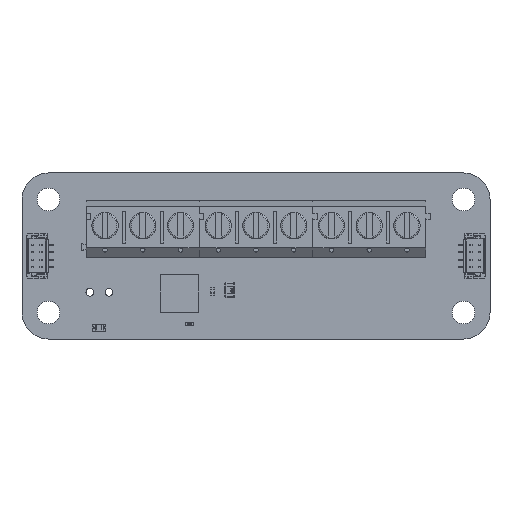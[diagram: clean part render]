
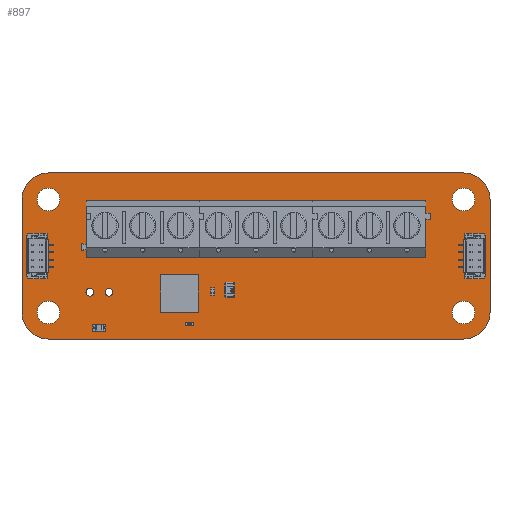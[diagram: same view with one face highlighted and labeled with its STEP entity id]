
A CAD part, top view. The second image highlights one B-rep face of the part: STEP entity #897.
In plain terms, the highlighted planar face has unit normal (0, 0, 1).
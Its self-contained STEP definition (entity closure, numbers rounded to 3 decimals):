
#92 = VERTEX_POINT('',#93);
#93 = CARTESIAN_POINT('',(0.,3.5,1.595));
#99 = EDGE_CURVE('',#92,#100,#102,.T.);
#100 = VERTEX_POINT('',#101);
#101 = CARTESIAN_POINT('',(0.,18.5,1.595));
#102 = LINE('',#103,#104);
#103 = CARTESIAN_POINT('',(0.,3.5,1.595));
#104 = VECTOR('',#105,1.);
#105 = DIRECTION('',(0.,1.,0.));
#130 = EDGE_CURVE('',#100,#131,#133,.T.);
#131 = VERTEX_POINT('',#132);
#132 = CARTESIAN_POINT('',(3.5,22.,1.595));
#133 = CIRCLE('',#134,3.5);
#134 = AXIS2_PLACEMENT_3D('',#135,#136,#137);
#135 = CARTESIAN_POINT('',(3.5,18.5,1.595));
#136 = DIRECTION('',(0.,0.,-1.));
#137 = DIRECTION('',(-1.,0.,-0.));
#163 = EDGE_CURVE('',#131,#164,#166,.T.);
#164 = VERTEX_POINT('',#165);
#165 = CARTESIAN_POINT('',(58.5,22.,1.595));
#166 = LINE('',#167,#168);
#167 = CARTESIAN_POINT('',(3.5,22.,1.595));
#168 = VECTOR('',#169,1.);
#169 = DIRECTION('',(1.,0.,0.));
#194 = EDGE_CURVE('',#164,#195,#197,.T.);
#195 = VERTEX_POINT('',#196);
#196 = CARTESIAN_POINT('',(62.,18.5,1.595));
#197 = CIRCLE('',#198,3.5);
#198 = AXIS2_PLACEMENT_3D('',#199,#200,#201);
#199 = CARTESIAN_POINT('',(58.5,18.5,1.595));
#200 = DIRECTION('',(0.,0.,-1.));
#201 = DIRECTION('',(0.,1.,0.));
#227 = EDGE_CURVE('',#195,#228,#230,.T.);
#228 = VERTEX_POINT('',#229);
#229 = CARTESIAN_POINT('',(62.,3.5,1.595));
#230 = LINE('',#231,#232);
#231 = CARTESIAN_POINT('',(62.,18.5,1.595));
#232 = VECTOR('',#233,1.);
#233 = DIRECTION('',(0.,-1.,0.));
#258 = EDGE_CURVE('',#228,#259,#261,.T.);
#259 = VERTEX_POINT('',#260);
#260 = CARTESIAN_POINT('',(58.5,0.,1.595));
#261 = CIRCLE('',#262,3.5);
#262 = AXIS2_PLACEMENT_3D('',#263,#264,#265);
#263 = CARTESIAN_POINT('',(58.5,3.5,1.595));
#264 = DIRECTION('',(0.,0.,-1.));
#265 = DIRECTION('',(1.,0.,0.));
#291 = EDGE_CURVE('',#259,#292,#294,.T.);
#292 = VERTEX_POINT('',#293);
#293 = CARTESIAN_POINT('',(3.5,0.,1.595));
#294 = LINE('',#295,#296);
#295 = CARTESIAN_POINT('',(58.5,0.,1.595));
#296 = VECTOR('',#297,1.);
#297 = DIRECTION('',(-1.,0.,0.));
#322 = EDGE_CURVE('',#292,#92,#323,.T.);
#323 = CIRCLE('',#324,3.5);
#324 = AXIS2_PLACEMENT_3D('',#325,#326,#327);
#325 = CARTESIAN_POINT('',(3.5,3.5,1.595));
#326 = DIRECTION('',(0.,0.,-1.));
#327 = DIRECTION('',(0.,-1.,0.));
#348 = VERTEX_POINT('',#349);
#349 = CARTESIAN_POINT('',(5.,3.5,1.595));
#355 = EDGE_CURVE('',#348,#348,#356,.T.);
#356 = CIRCLE('',#357,1.5);
#357 = AXIS2_PLACEMENT_3D('',#358,#359,#360);
#358 = CARTESIAN_POINT('',(3.5,3.5,1.595));
#359 = DIRECTION('',(0.,0.,1.));
#360 = DIRECTION('',(1.,0.,-0.));
#381 = VERTEX_POINT('',#382);
#382 = CARTESIAN_POINT('',(12.028,6.19,1.595));
#388 = EDGE_CURVE('',#381,#381,#389,.T.);
#389 = CIRCLE('',#390,0.508);
#390 = AXIS2_PLACEMENT_3D('',#391,#392,#393);
#391 = CARTESIAN_POINT('',(11.52,6.19,1.595));
#392 = DIRECTION('',(0.,0.,1.));
#393 = DIRECTION('',(1.,0.,-0.));
#414 = VERTEX_POINT('',#415);
#415 = CARTESIAN_POINT('',(9.488,6.19,1.595));
#421 = EDGE_CURVE('',#414,#414,#422,.T.);
#422 = CIRCLE('',#423,0.508);
#423 = AXIS2_PLACEMENT_3D('',#424,#425,#426);
#424 = CARTESIAN_POINT('',(8.98,6.19,1.595));
#425 = DIRECTION('',(0.,0.,1.));
#426 = DIRECTION('',(1.,0.,-0.));
#447 = VERTEX_POINT('',#448);
#448 = CARTESIAN_POINT('',(11.65,15.,1.595));
#454 = EDGE_CURVE('',#447,#447,#455,.T.);
#455 = CIRCLE('',#456,0.65);
#456 = AXIS2_PLACEMENT_3D('',#457,#458,#459);
#457 = CARTESIAN_POINT('',(11.,15.,1.595));
#458 = DIRECTION('',(0.,0.,1.));
#459 = DIRECTION('',(1.,0.,-0.));
#480 = VERTEX_POINT('',#481);
#481 = CARTESIAN_POINT('',(5.,18.5,1.595));
#487 = EDGE_CURVE('',#480,#480,#488,.T.);
#488 = CIRCLE('',#489,1.5);
#489 = AXIS2_PLACEMENT_3D('',#490,#491,#492);
#490 = CARTESIAN_POINT('',(3.5,18.5,1.595));
#491 = DIRECTION('',(0.,0.,1.));
#492 = DIRECTION('',(1.,0.,-0.));
#513 = VERTEX_POINT('',#514);
#514 = CARTESIAN_POINT('',(21.65,15.,1.595));
#520 = EDGE_CURVE('',#513,#513,#521,.T.);
#521 = CIRCLE('',#522,0.65);
#522 = AXIS2_PLACEMENT_3D('',#523,#524,#525);
#523 = CARTESIAN_POINT('',(21.,15.,1.595));
#524 = DIRECTION('',(0.,0.,1.));
#525 = DIRECTION('',(1.,0.,-0.));
#546 = VERTEX_POINT('',#547);
#547 = CARTESIAN_POINT('',(16.65,15.,1.595));
#553 = EDGE_CURVE('',#546,#546,#554,.T.);
#554 = CIRCLE('',#555,0.65);
#555 = AXIS2_PLACEMENT_3D('',#556,#557,#558);
#556 = CARTESIAN_POINT('',(16.,15.,1.595));
#557 = DIRECTION('',(0.,0.,1.));
#558 = DIRECTION('',(1.,0.,-0.));
#579 = VERTEX_POINT('',#580);
#580 = CARTESIAN_POINT('',(31.65,15.,1.595));
#586 = EDGE_CURVE('',#579,#579,#587,.T.);
#587 = CIRCLE('',#588,0.65);
#588 = AXIS2_PLACEMENT_3D('',#589,#590,#591);
#589 = CARTESIAN_POINT('',(31.,15.,1.595));
#590 = DIRECTION('',(0.,0.,1.));
#591 = DIRECTION('',(1.,0.,-0.));
#612 = VERTEX_POINT('',#613);
#613 = CARTESIAN_POINT('',(26.65,15.,1.595));
#619 = EDGE_CURVE('',#612,#612,#620,.T.);
#620 = CIRCLE('',#621,0.65);
#621 = AXIS2_PLACEMENT_3D('',#622,#623,#624);
#622 = CARTESIAN_POINT('',(26.,15.,1.595));
#623 = DIRECTION('',(0.,0.,1.));
#624 = DIRECTION('',(1.,0.,-0.));
#645 = VERTEX_POINT('',#646);
#646 = CARTESIAN_POINT('',(60.,3.5,1.595));
#652 = EDGE_CURVE('',#645,#645,#653,.T.);
#653 = CIRCLE('',#654,1.5);
#654 = AXIS2_PLACEMENT_3D('',#655,#656,#657);
#655 = CARTESIAN_POINT('',(58.5,3.5,1.595));
#656 = DIRECTION('',(0.,0.,1.));
#657 = DIRECTION('',(1.,0.,-0.));
#678 = VERTEX_POINT('',#679);
#679 = CARTESIAN_POINT('',(36.65,15.,1.595));
#685 = EDGE_CURVE('',#678,#678,#686,.T.);
#686 = CIRCLE('',#687,0.65);
#687 = AXIS2_PLACEMENT_3D('',#688,#689,#690);
#688 = CARTESIAN_POINT('',(36.,15.,1.595));
#689 = DIRECTION('',(0.,0.,1.));
#690 = DIRECTION('',(1.,0.,-0.));
#711 = VERTEX_POINT('',#712);
#712 = CARTESIAN_POINT('',(46.65,15.,1.595));
#718 = EDGE_CURVE('',#711,#711,#719,.T.);
#719 = CIRCLE('',#720,0.65);
#720 = AXIS2_PLACEMENT_3D('',#721,#722,#723);
#721 = CARTESIAN_POINT('',(46.,15.,1.595));
#722 = DIRECTION('',(0.,0.,1.));
#723 = DIRECTION('',(1.,0.,-0.));
#744 = VERTEX_POINT('',#745);
#745 = CARTESIAN_POINT('',(41.65,15.,1.595));
#751 = EDGE_CURVE('',#744,#744,#752,.T.);
#752 = CIRCLE('',#753,0.65);
#753 = AXIS2_PLACEMENT_3D('',#754,#755,#756);
#754 = CARTESIAN_POINT('',(41.,15.,1.595));
#755 = DIRECTION('',(0.,0.,1.));
#756 = DIRECTION('',(1.,0.,-0.));
#777 = VERTEX_POINT('',#778);
#778 = CARTESIAN_POINT('',(51.65,15.,1.595));
#784 = EDGE_CURVE('',#777,#777,#785,.T.);
#785 = CIRCLE('',#786,0.65);
#786 = AXIS2_PLACEMENT_3D('',#787,#788,#789);
#787 = CARTESIAN_POINT('',(51.,15.,1.595));
#788 = DIRECTION('',(0.,0.,1.));
#789 = DIRECTION('',(1.,0.,-0.));
#810 = VERTEX_POINT('',#811);
#811 = CARTESIAN_POINT('',(60.,18.5,1.595));
#817 = EDGE_CURVE('',#810,#810,#818,.T.);
#818 = CIRCLE('',#819,1.5);
#819 = AXIS2_PLACEMENT_3D('',#820,#821,#822);
#820 = CARTESIAN_POINT('',(58.5,18.5,1.595));
#821 = DIRECTION('',(0.,0.,1.));
#822 = DIRECTION('',(1.,0.,-0.));
#897 = ADVANCED_FACE('',(#898,#908,#911,#914,#917,#920,#923,#926,#929,
    #932,#935,#938,#941,#944,#947,#950),#953,.F.);
#898 = FACE_BOUND('',#899,.F.);
#899 = EDGE_LOOP('',(#900,#901,#902,#903,#904,#905,#906,#907));
#900 = ORIENTED_EDGE('',*,*,#99,.T.);
#901 = ORIENTED_EDGE('',*,*,#130,.T.);
#902 = ORIENTED_EDGE('',*,*,#163,.T.);
#903 = ORIENTED_EDGE('',*,*,#194,.T.);
#904 = ORIENTED_EDGE('',*,*,#227,.T.);
#905 = ORIENTED_EDGE('',*,*,#258,.T.);
#906 = ORIENTED_EDGE('',*,*,#291,.T.);
#907 = ORIENTED_EDGE('',*,*,#322,.T.);
#908 = FACE_BOUND('',#909,.F.);
#909 = EDGE_LOOP('',(#910));
#910 = ORIENTED_EDGE('',*,*,#355,.T.);
#911 = FACE_BOUND('',#912,.F.);
#912 = EDGE_LOOP('',(#913));
#913 = ORIENTED_EDGE('',*,*,#388,.T.);
#914 = FACE_BOUND('',#915,.F.);
#915 = EDGE_LOOP('',(#916));
#916 = ORIENTED_EDGE('',*,*,#421,.T.);
#917 = FACE_BOUND('',#918,.F.);
#918 = EDGE_LOOP('',(#919));
#919 = ORIENTED_EDGE('',*,*,#454,.T.);
#920 = FACE_BOUND('',#921,.F.);
#921 = EDGE_LOOP('',(#922));
#922 = ORIENTED_EDGE('',*,*,#487,.T.);
#923 = FACE_BOUND('',#924,.F.);
#924 = EDGE_LOOP('',(#925));
#925 = ORIENTED_EDGE('',*,*,#520,.T.);
#926 = FACE_BOUND('',#927,.F.);
#927 = EDGE_LOOP('',(#928));
#928 = ORIENTED_EDGE('',*,*,#553,.T.);
#929 = FACE_BOUND('',#930,.F.);
#930 = EDGE_LOOP('',(#931));
#931 = ORIENTED_EDGE('',*,*,#586,.T.);
#932 = FACE_BOUND('',#933,.F.);
#933 = EDGE_LOOP('',(#934));
#934 = ORIENTED_EDGE('',*,*,#619,.T.);
#935 = FACE_BOUND('',#936,.F.);
#936 = EDGE_LOOP('',(#937));
#937 = ORIENTED_EDGE('',*,*,#652,.T.);
#938 = FACE_BOUND('',#939,.F.);
#939 = EDGE_LOOP('',(#940));
#940 = ORIENTED_EDGE('',*,*,#685,.T.);
#941 = FACE_BOUND('',#942,.F.);
#942 = EDGE_LOOP('',(#943));
#943 = ORIENTED_EDGE('',*,*,#718,.T.);
#944 = FACE_BOUND('',#945,.F.);
#945 = EDGE_LOOP('',(#946));
#946 = ORIENTED_EDGE('',*,*,#751,.T.);
#947 = FACE_BOUND('',#948,.F.);
#948 = EDGE_LOOP('',(#949));
#949 = ORIENTED_EDGE('',*,*,#784,.T.);
#950 = FACE_BOUND('',#951,.F.);
#951 = EDGE_LOOP('',(#952));
#952 = ORIENTED_EDGE('',*,*,#817,.T.);
#953 = PLANE('',#954);
#954 = AXIS2_PLACEMENT_3D('',#955,#956,#957);
#955 = CARTESIAN_POINT('',(31.,11.,1.595));
#956 = DIRECTION('',(-0.,-0.,-1.));
#957 = DIRECTION('',(-1.,0.,0.));
